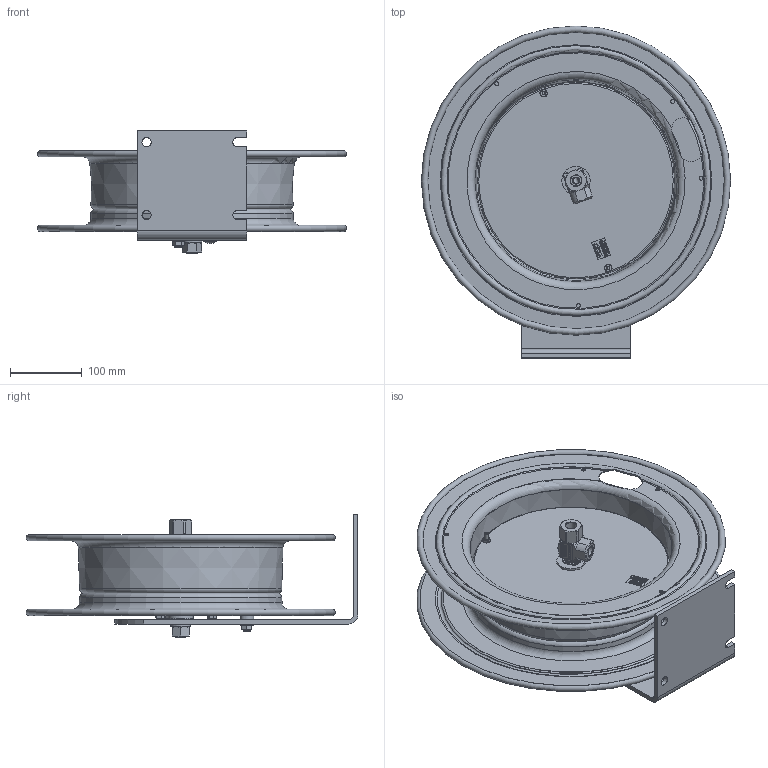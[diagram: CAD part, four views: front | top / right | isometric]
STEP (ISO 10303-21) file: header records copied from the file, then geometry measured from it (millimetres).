
FILE_DESCRIPTION(/* description */ (''),/* implementation_level */ '2;1');
FILE_NAME(/* name */ 'E-LPL-330_SHARED.stp',/* time_stamp */ '2020-02-13T00:39:18-07:00',/* author */ ('NMelton'),/* organization */ (''),/* preprocessor_version */ 'ST-DEVELOPER v17',/* originating_system */ 'Autodesk Inventor 2019',/* authorisation */ '');
FILE_SCHEMA (('AUTOMOTIVE_DESIGN { 1 0 10303 214 3 1 1 }'));
Products named in the file (1): E-LPL-330_SHARED
Bounding box: 431.79 x 463.55 x 170.69 mm (x, y, z)
Surface area: 879706.7 mm2 (no closed solid volume)
Topology: 0 solids, 59 shells, 1030 faces, 5559 edges, 4421 vertices
Faces by surface type: plane 625, bspline 169, cylinder 138, cone 65, torus 32, sphere 1
Full cylindrical faces by diameter (mm): 2.159 x2, 4.826 x4, 5.08 x2, 5.588 x4, 6.35 x1, 8.89 x1, 12.548 x1, 12.7 x2, 14.859 x1, 15.875 x1, 17.399 x1, 17.882 x1, 19.05 x1, 20.574 x1, 25.362 x1, 35.052 x1, 39.624 x1
Entity records: 57837 total; most frequent: CARTESIAN_POINT 17519, ORIENTED_EDGE 7427, DIRECTION 6559, EDGE_CURVE 5558, VERTEX_POINT 4421, LINE 3531, VECTOR 3531, AXIS2_PLACEMENT_3D 1514
